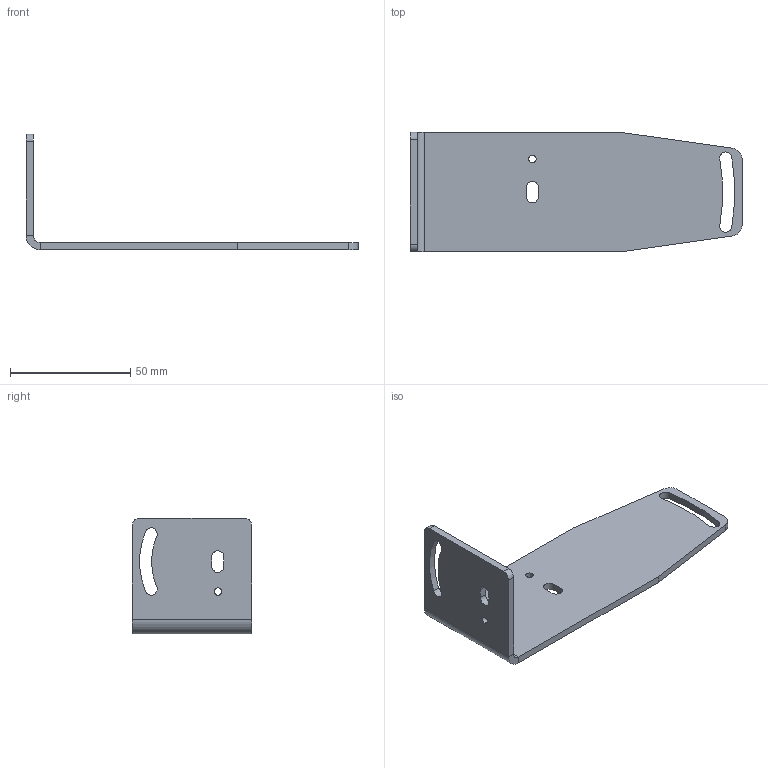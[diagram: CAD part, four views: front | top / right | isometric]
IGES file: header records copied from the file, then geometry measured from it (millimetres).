
Start section:  PTC IGES file: 141808.igs
Global section: file name: 141808.igs; native system: Pro/ENGINEER by Parametric Technology Corporation; preprocessor: 2009141; author: banengservice; organization: Unknown; date: 20121130.144946; units: inch
Bounding box: 137.79 x 49.5 x 48 mm (x, y, z)
Volume: 24581.9 mm3; surface area: 18321.5 mm2
Topology: 1 solids, 1 shells, 40 faces, 106 edges, 68 vertices
Faces by surface type: revolution 22, bspline 18
